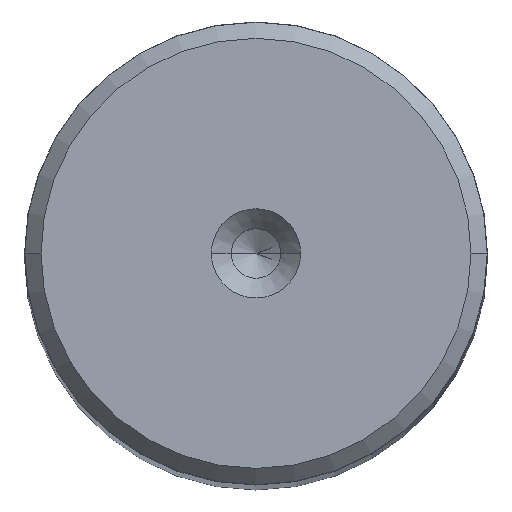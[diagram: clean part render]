
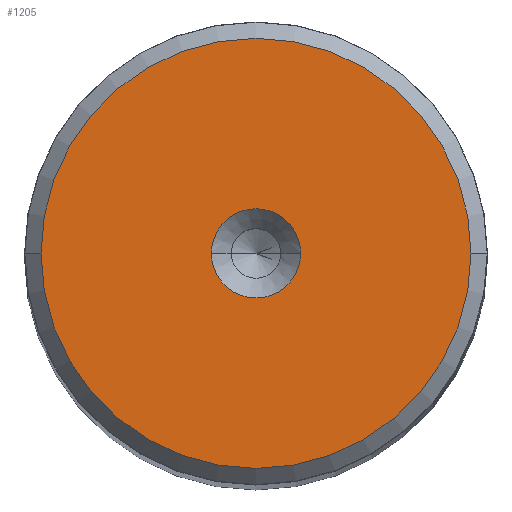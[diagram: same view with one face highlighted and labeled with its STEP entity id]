
A CAD part, top view. The second image highlights one B-rep face of the part: STEP entity #1205.
In plain terms, the highlighted planar face has unit normal (0, 0, 1).
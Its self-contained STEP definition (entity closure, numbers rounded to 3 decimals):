
#34 = CIRCLE ( 'NONE', #393, 13.012 ) ;
#290 = DIRECTION ( 'NONE',  ( 1., 0., 0. ) ) ;
#327 = DIRECTION ( 'NONE',  ( 1., 0., 0. ) ) ;
#379 = EDGE_CURVE ( 'NONE', #790, #1769, #2434, .T. ) ;
#393 = AXIS2_PLACEMENT_3D ( 'NONE', #1881, #2115, #290 ) ;
#598 = CIRCLE ( 'NONE', #1454, 13.012 ) ;
#626 = EDGE_CURVE ( 'NONE', #694, #2347, #598, .T. ) ;
#694 = VERTEX_POINT ( 'NONE', #1695 ) ;
#698 = EDGE_LOOP ( 'NONE', ( #2651, #2253 ) ) ;
#736 = FACE_OUTER_BOUND ( 'NONE', #800, .T. ) ;
#790 = VERTEX_POINT ( 'NONE', #2164 ) ;
#800 = EDGE_LOOP ( 'NONE', ( #1320, #2958 ) ) ;
#814 = AXIS2_PLACEMENT_3D ( 'NONE', #2256, #1785, #1083 ) ;
#921 = DIRECTION ( 'NONE',  ( 0., 0., 1. ) ) ;
#1021 = DIRECTION ( 'NONE',  ( 0., 0., 1. ) ) ;
#1083 = DIRECTION ( 'NONE',  ( 1., 0., 0. ) ) ;
#1148 = CARTESIAN_POINT ( 'NONE',  ( 0., 0., 180. ) ) ;
#1205 = ADVANCED_FACE ( 'NONE', ( #2467, #736 ), #2170, .T. ) ;
#1223 = CIRCLE ( 'NONE', #814, 2.7 ) ;
#1266 = CARTESIAN_POINT ( 'NONE',  ( -2.7, 0., 180. ) ) ;
#1294 = EDGE_CURVE ( 'NONE', #1769, #790, #1223, .T. ) ;
#1320 = ORIENTED_EDGE ( 'NONE', *, *, #1989, .T. ) ;
#1349 = AXIS2_PLACEMENT_3D ( 'NONE', #2251, #1533, #2720 ) ;
#1406 = DIRECTION ( 'NONE',  ( 1., 0., 0. ) ) ;
#1454 = AXIS2_PLACEMENT_3D ( 'NONE', #1148, #921, #1406 ) ;
#1533 = DIRECTION ( 'NONE',  ( 0., 0., 1. ) ) ;
#1600 = CARTESIAN_POINT ( 'NONE',  ( -13.012, 0., 180. ) ) ;
#1695 = CARTESIAN_POINT ( 'NONE',  ( 13.012, 0., 180. ) ) ;
#1769 = VERTEX_POINT ( 'NONE', #1266 ) ;
#1785 = DIRECTION ( 'NONE',  ( 0., 0., 1. ) ) ;
#1881 = CARTESIAN_POINT ( 'NONE',  ( 0., 0., 180. ) ) ;
#1989 = EDGE_CURVE ( 'NONE', #2347, #694, #34, .T. ) ;
#2083 = AXIS2_PLACEMENT_3D ( 'NONE', #2417, #1021, #327 ) ;
#2115 = DIRECTION ( 'NONE',  ( 0., 0., 1. ) ) ;
#2164 = CARTESIAN_POINT ( 'NONE',  ( 2.7, 0., 180. ) ) ;
#2170 = PLANE ( 'NONE',  #2083 ) ;
#2251 = CARTESIAN_POINT ( 'NONE',  ( 0., 0., 180. ) ) ;
#2253 = ORIENTED_EDGE ( 'NONE', *, *, #1294, .F. ) ;
#2256 = CARTESIAN_POINT ( 'NONE',  ( 0., 0., 180. ) ) ;
#2347 = VERTEX_POINT ( 'NONE', #1600 ) ;
#2417 = CARTESIAN_POINT ( 'NONE',  ( 0., 0., 180. ) ) ;
#2434 = CIRCLE ( 'NONE', #1349, 2.7 ) ;
#2467 = FACE_BOUND ( 'NONE', #698, .T. ) ;
#2651 = ORIENTED_EDGE ( 'NONE', *, *, #379, .F. ) ;
#2720 = DIRECTION ( 'NONE',  ( 1., 0., 0. ) ) ;
#2958 = ORIENTED_EDGE ( 'NONE', *, *, #626, .T. ) ;
